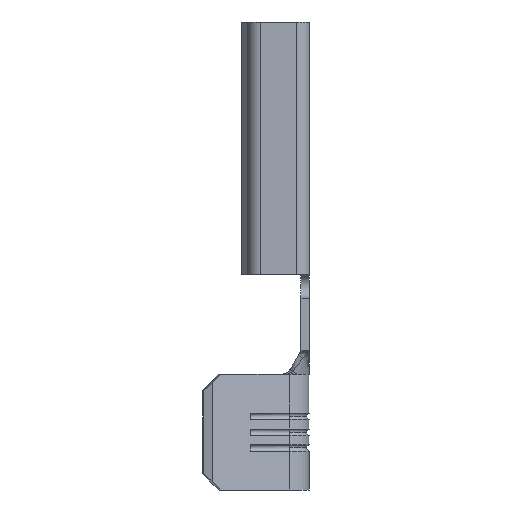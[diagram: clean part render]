
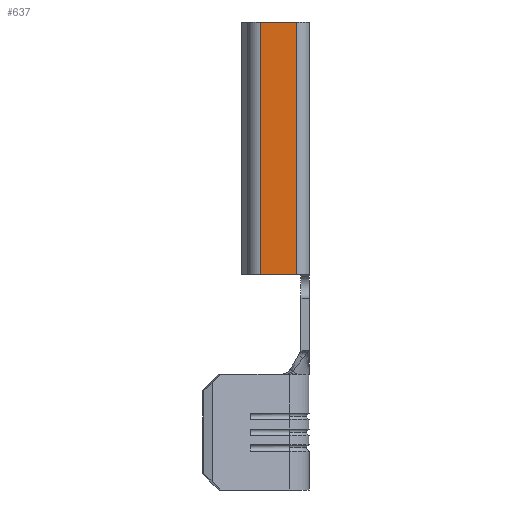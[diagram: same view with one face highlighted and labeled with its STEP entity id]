
A CAD part, left-side view. The second image highlights one B-rep face of the part: STEP entity #637.
In plain terms, the highlighted planar face has unit normal (-1, 0, 0).
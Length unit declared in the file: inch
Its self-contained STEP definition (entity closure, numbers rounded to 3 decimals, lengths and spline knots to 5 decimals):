
#102 = CARTESIAN_POINT ( 'NONE',  ( -0.157, 0.0405, 0.41 ) ) ;
#106 = CARTESIAN_POINT ( 'NONE',  ( -0.157, -0.028, 0.89 ) ) ;
#154 = DIRECTION ( 'NONE',  ( 1., 0., 0. ) ) ;
#162 = ORIENTED_EDGE ( 'NONE', *, *, #3774, .T. ) ;
#352 = VERTEX_POINT ( 'NONE', #1246 ) ;
#637 = ADVANCED_FACE ( 'NONE', ( #4201 ), #4467, .F. ) ;
#860 = VECTOR ( 'NONE', #1854, 39.37008 ) ;
#920 = CARTESIAN_POINT ( 'NONE',  ( -0.157, 0.0405, 0.89 ) ) ;
#929 = ORIENTED_EDGE ( 'NONE', *, *, #3134, .F. ) ;
#1030 = VECTOR ( 'NONE', #2182, 39.37008 ) ;
#1087 = VECTOR ( 'NONE', #3131, 39.37008 ) ;
#1246 = CARTESIAN_POINT ( 'NONE',  ( -0.157, 0.0405, 0.89 ) ) ;
#1724 = CARTESIAN_POINT ( 'NONE',  ( -0.157, -0.028, 0.89 ) ) ;
#1773 = AXIS2_PLACEMENT_3D ( 'NONE', #2001, #154, #2714 ) ;
#1826 = CARTESIAN_POINT ( 'NONE',  ( -0.157, 0.0405, 0.41 ) ) ;
#1854 = DIRECTION ( 'NONE',  ( 0., 0., -1. ) ) ;
#2001 = CARTESIAN_POINT ( 'NONE',  ( -0.157, 0.0405, 0.89 ) ) ;
#2017 = ORIENTED_EDGE ( 'NONE', *, *, #4056, .F. ) ;
#2182 = DIRECTION ( 'NONE',  ( 0., -1., 0. ) ) ;
#2415 = ORIENTED_EDGE ( 'NONE', *, *, #3461, .T. ) ;
#2559 = EDGE_LOOP ( 'NONE', ( #2415, #929, #2017, #162 ) ) ;
#2714 = DIRECTION ( 'NONE',  ( 0., 1., 0. ) ) ;
#2901 = CARTESIAN_POINT ( 'NONE',  ( -0.157, 0.0405, 0.89 ) ) ;
#2907 = CARTESIAN_POINT ( 'NONE',  ( -0.157, -0.028, 0.41 ) ) ;
#3049 = LINE ( 'NONE', #1826, #1030 ) ;
#3066 = DIRECTION ( 'NONE',  ( 0., -1., 0. ) ) ;
#3131 = DIRECTION ( 'NONE',  ( 0., 0., -1. ) ) ;
#3134 = EDGE_CURVE ( 'NONE', #4656, #4310, #3909, .T. ) ;
#3461 = EDGE_CURVE ( 'NONE', #3944, #4310, #3049, .T. ) ;
#3617 = VECTOR ( 'NONE', #3066, 39.37008 ) ;
#3774 = EDGE_CURVE ( 'NONE', #352, #3944, #4626, .T. ) ;
#3909 = LINE ( 'NONE', #1724, #1087 ) ;
#3944 = VERTEX_POINT ( 'NONE', #102 ) ;
#4056 = EDGE_CURVE ( 'NONE', #352, #4656, #4478, .T. ) ;
#4201 = FACE_OUTER_BOUND ( 'NONE', #2559, .T. ) ;
#4310 = VERTEX_POINT ( 'NONE', #2907 ) ;
#4467 = PLANE ( 'NONE',  #1773 ) ;
#4478 = LINE ( 'NONE', #920, #3617 ) ;
#4626 = LINE ( 'NONE', #2901, #860 ) ;
#4656 = VERTEX_POINT ( 'NONE', #106 ) ;
